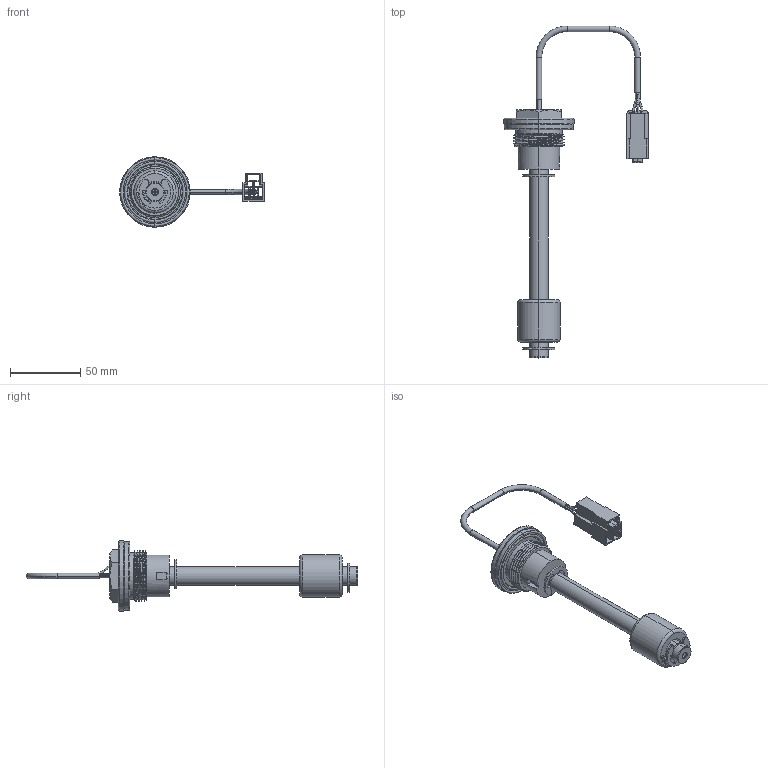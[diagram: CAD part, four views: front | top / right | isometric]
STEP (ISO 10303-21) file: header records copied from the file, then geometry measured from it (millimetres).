
FILE_DESCRIPTION (( 'STEP AP214' ), '1' );
FILE_NAME ('IMRPB8.STEP', '2020-02-13T10:43:38', ( '' ), ( '' ), 'SwSTEP 2.0', 'SolidWorks 2019', '' );
FILE_SCHEMA (( 'AUTOMOTIVE_DESIGN' ));
Length unit declared in the file: millimetre
Products named in the file (1): IMRPB8
Bounding box: 102.6 x 235.5 x 50 mm (x, y, z)
Surface area: 31818 mm2 (no closed solid volume)
Topology: 0 solids, 65 shells, 348 faces, 1908 edges, 1616 vertices
Faces by surface type: plane 201, cylinder 92, torus 30, cone 16, bspline 9
Entity records: 28643 total; most frequent: CARTESIAN_POINT 10700, DIRECTION 2594, ORIENTED_EDGE 2538, EDGE_CURVE 1908, VERTEX_POINT 1616, LINE 1254, VECTOR 1254, AXIS2_PLACEMENT_3D 670
